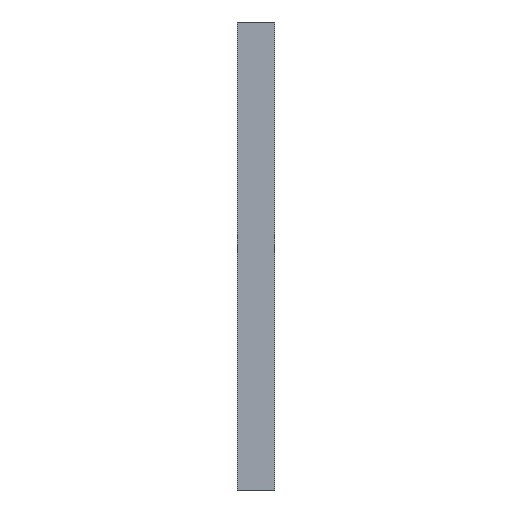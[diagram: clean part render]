
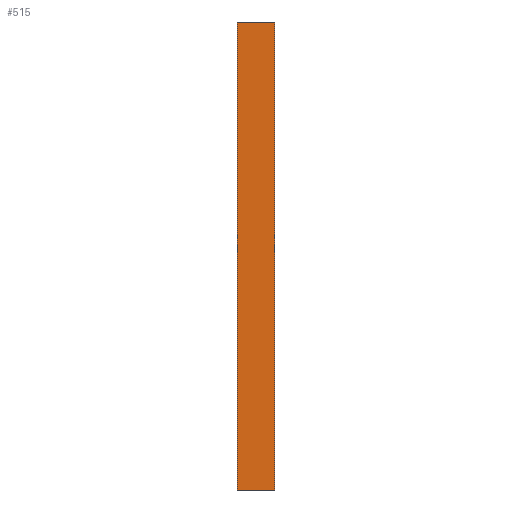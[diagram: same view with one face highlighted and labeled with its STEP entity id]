
A CAD part, front view. The second image highlights one B-rep face of the part: STEP entity #515.
In plain terms, the highlighted planar face has unit normal (0, -1, 0).
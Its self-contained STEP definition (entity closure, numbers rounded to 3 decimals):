
#19 = ORIENTED_EDGE ( 'NONE', *, *, #528, .T. ) ;
#38 = VECTOR ( 'NONE', #1575, 1000. ) ;
#59 = LINE ( 'NONE', #2038, #1636 ) ;
#71 = EDGE_CURVE ( 'NONE', #1404, #2082, #1977, .T. ) ;
#164 = AXIS2_PLACEMENT_3D ( 'NONE', #531, #1703, #695 ) ;
#185 = VERTEX_POINT ( 'NONE', #1863 ) ;
#214 = FACE_OUTER_BOUND ( 'NONE', #1650, .T. ) ;
#400 = CARTESIAN_POINT ( 'NONE',  ( 0., -1.8, 500. ) ) ;
#421 = CARTESIAN_POINT ( 'NONE',  ( -20., -1.8, 500. ) ) ;
#482 = LINE ( 'NONE', #792, #861 ) ;
#515 = ADVANCED_FACE ( 'NONE', ( #214 ), #849, .T. ) ;
#526 = CARTESIAN_POINT ( 'NONE',  ( 20., -1.8, 0. ) ) ;
#528 = EDGE_CURVE ( 'NONE', #185, #1404, #59, .T. ) ;
#531 = CARTESIAN_POINT ( 'NONE',  ( 0., -1.8, 0. ) ) ;
#644 = VECTOR ( 'NONE', #690, 1000. ) ;
#690 = DIRECTION ( 'NONE',  ( 0., 0., 1. ) ) ;
#695 = DIRECTION ( 'NONE',  ( 0., 0., -1. ) ) ;
#792 = CARTESIAN_POINT ( 'NONE',  ( -20., -1.8, 0. ) ) ;
#849 = PLANE ( 'NONE',  #164 ) ;
#861 = VECTOR ( 'NONE', #2123, 1000. ) ;
#863 = DIRECTION ( 'NONE',  ( 1., 0., 0. ) ) ;
#877 = ORIENTED_EDGE ( 'NONE', *, *, #1846, .T. ) ;
#911 = LINE ( 'NONE', #400, #38 ) ;
#933 = ORIENTED_EDGE ( 'NONE', *, *, #2019, .T. ) ;
#1168 = VERTEX_POINT ( 'NONE', #421 ) ;
#1404 = VERTEX_POINT ( 'NONE', #1499 ) ;
#1499 = CARTESIAN_POINT ( 'NONE',  ( 20., -1.8, 0. ) ) ;
#1575 = DIRECTION ( 'NONE',  ( -1., 0., 0. ) ) ;
#1636 = VECTOR ( 'NONE', #863, 1000. ) ;
#1650 = EDGE_LOOP ( 'NONE', ( #877, #933, #19, #2041 ) ) ;
#1703 = DIRECTION ( 'NONE',  ( 0., -1., 0. ) ) ;
#1817 = CARTESIAN_POINT ( 'NONE',  ( 20., -1.8, 500. ) ) ;
#1846 = EDGE_CURVE ( 'NONE', #2082, #1168, #911, .T. ) ;
#1863 = CARTESIAN_POINT ( 'NONE',  ( -20., -1.8, 0. ) ) ;
#1977 = LINE ( 'NONE', #526, #644 ) ;
#2019 = EDGE_CURVE ( 'NONE', #1168, #185, #482, .T. ) ;
#2038 = CARTESIAN_POINT ( 'NONE',  ( 0., -1.8, 0. ) ) ;
#2041 = ORIENTED_EDGE ( 'NONE', *, *, #71, .T. ) ;
#2082 = VERTEX_POINT ( 'NONE', #1817 ) ;
#2123 = DIRECTION ( 'NONE',  ( 0., 0., -1. ) ) ;
